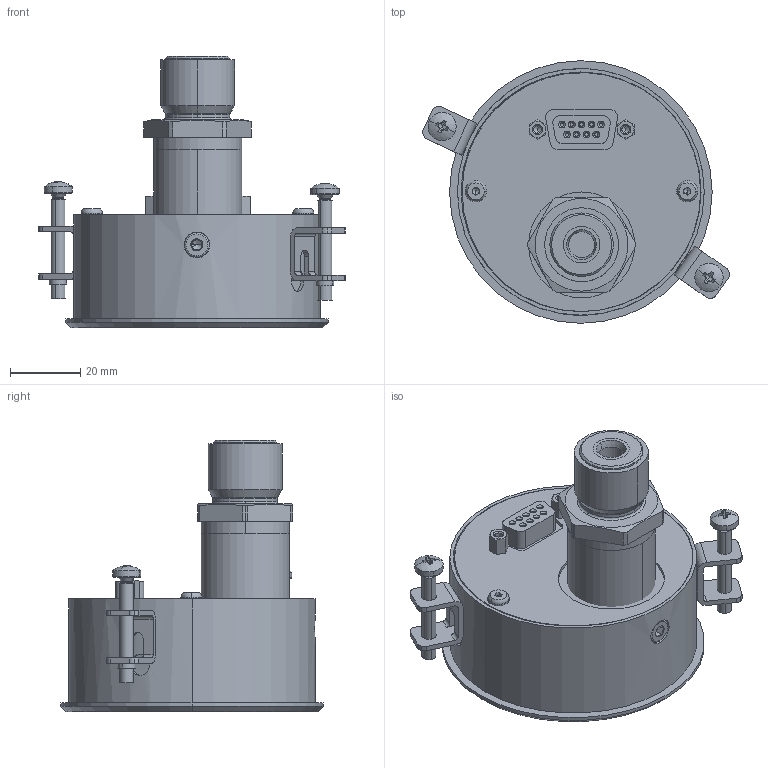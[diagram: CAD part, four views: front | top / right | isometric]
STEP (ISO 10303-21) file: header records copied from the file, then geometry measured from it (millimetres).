
FILE_DESCRIPTION(('STEP AP214'),'1');
FILE_NAME('DME2.stp','2019-09-06T12:34:20',(' '),(' '),'Spatial InterOp 3D',' ',' ');
FILE_SCHEMA(('automotive_design'));
Length unit declared in the file: millimetre
Products named in the file (15): DME2; Componente1; Pressure connection; 1_2 thread; C_DMER05; D-SUB 9P femmina con numeri pin; Torrette basse; vite M3 L=6; vite M3 L=62; Body DME2; Staffa EZM; spacer_M3x20; Disegno44; vite M4 L=8; Screw M4 L=10
Assembly tree (14 placements, depth 3):
  DME2
    Componente1
    Pressure connection
    1_2 thread
    C_DMER05
    D-SUB 9P femmina con numeri pin
    Torrette basse
    vite M3 L=6
    vite M3 L=62
    Body DME2
    Staffa EZM
    spacer_M3x20
    Disegno44
    vite M4 L=8
      Screw M4 L=10
Bounding box: 87.01 x 74.5 x 77 mm (x, y, z)
Volume: 133553.9 mm3; surface area: 42421.4 mm2
Topology: 16 solids, 22 shells, 705 faces, 1760 edges, 1131 vertices
Faces by surface type: plane 314, cylinder 245, cone 116, torus 26, sphere 4
Entity records: 27913 total; most frequent: CARTESIAN_POINT 4012, DIRECTION 3839, ORIENTED_EDGE 3464, EDGE_CURVE 1744, AXIS2_PLACEMENT_3D 1464, VERTEX_POINT 1131, LINE 911, VECTOR 911
